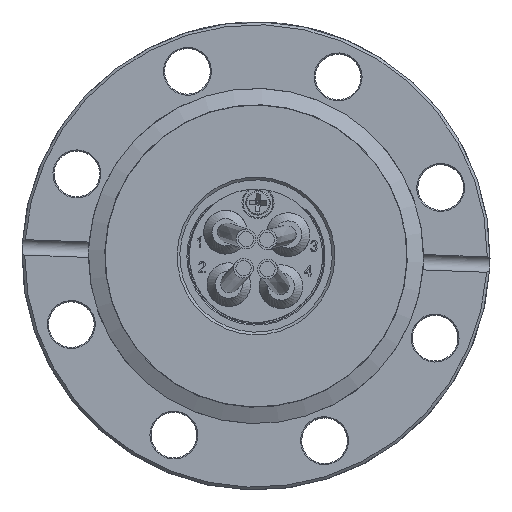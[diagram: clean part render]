
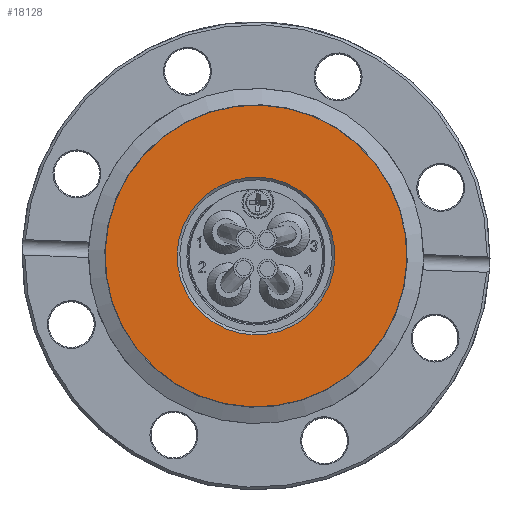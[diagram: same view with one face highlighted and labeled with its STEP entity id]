
A CAD part, top view. The second image highlights one B-rep face of the part: STEP entity #18128.
In plain terms, the highlighted planar face has unit normal (0, 0, 1).
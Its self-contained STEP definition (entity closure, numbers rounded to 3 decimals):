
#2010 = FACE_OUTER_BOUND ( 'NONE', #6251, .T. ) ;
#6251 = EDGE_LOOP ( 'NONE', ( #34650 ) ) ;
#9063 = EDGE_LOOP ( 'NONE', ( #36524 ) ) ;
#9538 = CARTESIAN_POINT ( 'NONE',  ( 0., 14.5, -1.2 ) ) ;
#9567 = DIRECTION ( 'NONE',  ( 0., 1., 0. ) ) ;
#11719 = CARTESIAN_POINT ( 'NONE',  ( 0., 0., -1.2 ) ) ;
#15117 = DIRECTION ( 'NONE',  ( 0., 0., -1. ) ) ;
#16853 = CARTESIAN_POINT ( 'NONE',  ( 0., 0., -1.2 ) ) ;
#17301 = VERTEX_POINT ( 'NONE', #35704 ) ;
#18128 = ADVANCED_FACE ( 'NONE', ( #35264, #2010 ), #30688, .F. ) ;
#20646 = DIRECTION ( 'NONE',  ( 0., 0., 1. ) ) ;
#28162 = EDGE_CURVE ( 'NONE', #40046, #40046, #36594, .T. ) ;
#29386 = EDGE_CURVE ( 'NONE', #17301, #17301, #47454, .T. ) ;
#30688 = PLANE ( 'NONE',  #43799 ) ;
#31255 = AXIS2_PLACEMENT_3D ( 'NONE', #42212, #20646, #43158 ) ;
#34650 = ORIENTED_EDGE ( 'NONE', *, *, #29386, .T. ) ;
#35264 = FACE_BOUND ( 'NONE', #9063, .T. ) ;
#35704 = CARTESIAN_POINT ( 'NONE',  ( 0., -27.739, -1.2 ) ) ;
#36524 = ORIENTED_EDGE ( 'NONE', *, *, #28162, .T. ) ;
#36594 = CIRCLE ( 'NONE', #40462, 14.5 ) ;
#40046 = VERTEX_POINT ( 'NONE', #9538 ) ;
#40462 = AXIS2_PLACEMENT_3D ( 'NONE', #11719, #15117, #44698 ) ;
#42064 = DIRECTION ( 'NONE',  ( 0., 0., -1. ) ) ;
#42212 = CARTESIAN_POINT ( 'NONE',  ( 0., 0., -1.2 ) ) ;
#43158 = DIRECTION ( 'NONE',  ( 0., -1., 0. ) ) ;
#43799 = AXIS2_PLACEMENT_3D ( 'NONE', #16853, #42064, #9567 ) ;
#44698 = DIRECTION ( 'NONE',  ( 0., 1., 0. ) ) ;
#47454 = CIRCLE ( 'NONE', #31255, 27.739 ) ;
